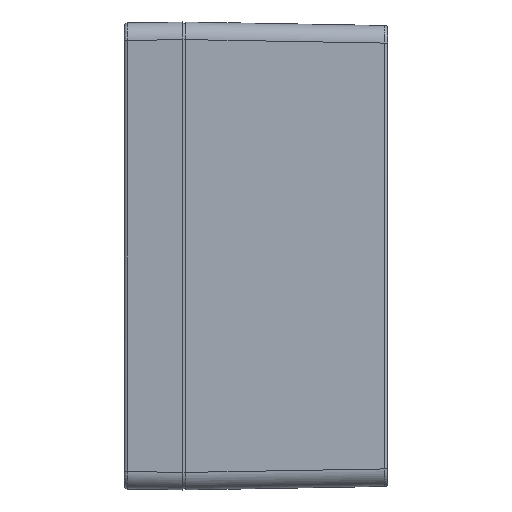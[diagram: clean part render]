
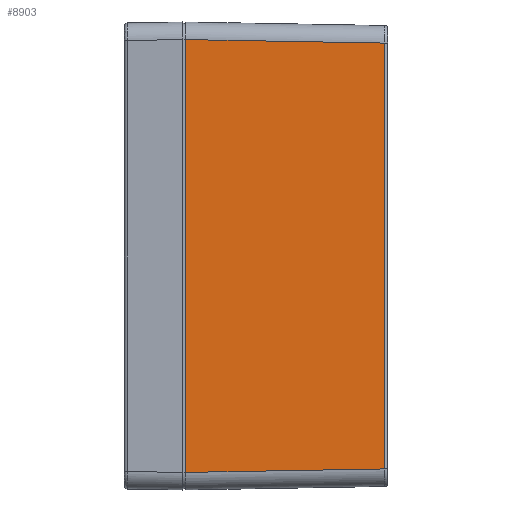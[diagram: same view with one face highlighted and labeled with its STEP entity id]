
A CAD part, left-side view. The second image highlights one B-rep face of the part: STEP entity #8903.
In plain terms, the highlighted planar face has unit normal (-1, -0.018, 0).
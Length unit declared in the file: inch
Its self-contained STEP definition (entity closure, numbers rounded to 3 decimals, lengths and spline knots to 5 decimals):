
#1156 = CARTESIAN_POINT ( 'NONE',  ( -4.72372, -0.03937, -2.91273 ) ) ;
#1173 = DIRECTION ( 'NONE',  ( 0.017, -1., 0.017 ) ) ;
#1344 = CARTESIAN_POINT ( 'NONE',  ( -4.72441, 0., -3.14961 ) ) ;
#3276 = CARTESIAN_POINT ( 'NONE',  ( -4.67698, -2.71722, -1.5748 ) ) ;
#3725 = VERTEX_POINT ( 'NONE', #75003 ) ;
#8903 = ADVANCED_FACE ( 'NONE', ( #23676 ), #29861, .T. ) ;
#14387 = DIRECTION ( 'NONE',  ( 0., 0., -1. ) ) ;
#15090 = AXIS2_PLACEMENT_3D ( 'NONE', #1344, #16084, #80251 ) ;
#15440 = CARTESIAN_POINT ( 'NONE',  ( -4.72372, -0.03937, -2.91273 ) ) ;
#16084 = DIRECTION ( 'NONE',  ( -1., -0.017, 0. ) ) ;
#17357 = EDGE_LOOP ( 'NONE', ( #21958, #38289, #69655, #74649 ) ) ;
#17905 = LINE ( 'NONE', #32622, #54313 ) ;
#18951 = LINE ( 'NONE', #3276, #32571 ) ;
#21958 = ORIENTED_EDGE ( 'NONE', *, *, #72484, .F. ) ;
#23676 = FACE_OUTER_BOUND ( 'NONE', #17357, .T. ) ;
#29861 = PLANE ( 'NONE',  #15090 ) ;
#31784 = EDGE_CURVE ( 'NONE', #44091, #40241, #17905, .T. ) ;
#32571 = VECTOR ( 'NONE', #53686, 39.37008 ) ;
#32622 = CARTESIAN_POINT ( 'NONE',  ( -4.72352, -0.05082, 2.91253 ) ) ;
#38289 = ORIENTED_EDGE ( 'NONE', *, *, #31784, .F. ) ;
#40241 = VERTEX_POINT ( 'NONE', #50870 ) ;
#44091 = VERTEX_POINT ( 'NONE', #59024 ) ;
#45606 = EDGE_CURVE ( 'NONE', #44091, #93644, #82646, .T. ) ;
#50870 = CARTESIAN_POINT ( 'NONE',  ( -4.67698, -2.71722, 2.86599 ) ) ;
#51596 = LINE ( 'NONE', #15440, #65356 ) ;
#53685 = CARTESIAN_POINT ( 'NONE',  ( -4.72372, -0.03937, -3.14961 ) ) ;
#53686 = DIRECTION ( 'NONE',  ( 0., 0., -1. ) ) ;
#54313 = VECTOR ( 'NONE', #89669, 39.37008 ) ;
#59024 = CARTESIAN_POINT ( 'NONE',  ( -4.72372, -0.03937, 2.91273 ) ) ;
#64562 = EDGE_CURVE ( 'NONE', #93644, #3725, #51596, .T. ) ;
#65356 = VECTOR ( 'NONE', #1173, 39.37008 ) ;
#69655 = ORIENTED_EDGE ( 'NONE', *, *, #45606, .T. ) ;
#72484 = EDGE_CURVE ( 'NONE', #40241, #3725, #18951, .T. ) ;
#74649 = ORIENTED_EDGE ( 'NONE', *, *, #64562, .T. ) ;
#75003 = CARTESIAN_POINT ( 'NONE',  ( -4.67698, -2.71722, -2.86599 ) ) ;
#79255 = VECTOR ( 'NONE', #14387, 39.37008 ) ;
#80251 = DIRECTION ( 'NONE',  ( -0.017, 1., 0. ) ) ;
#82646 = LINE ( 'NONE', #53685, #79255 ) ;
#89669 = DIRECTION ( 'NONE',  ( 0.017, -1., -0.017 ) ) ;
#93644 = VERTEX_POINT ( 'NONE', #1156 ) ;
